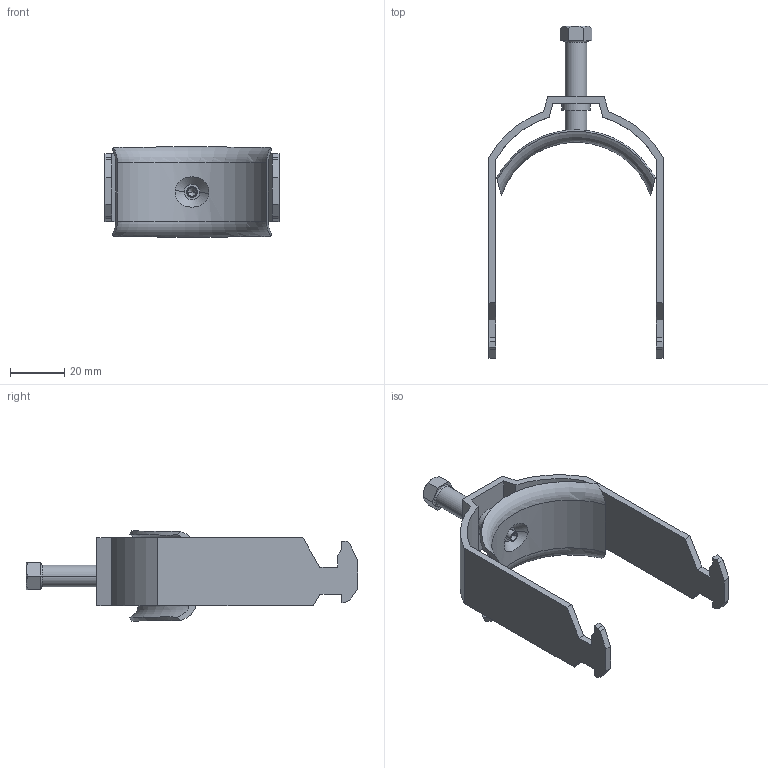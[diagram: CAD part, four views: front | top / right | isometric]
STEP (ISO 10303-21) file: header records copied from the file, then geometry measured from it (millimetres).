
FILE_DESCRIPTION (( 'STEP AP214' ), '1' );
FILE_NAME ('1186056.STEP', '2023-09-04T07:15:03', ( '' ), ( '' ), 'SwSTEP 2.0', 'SolidWorks 2022', '' );
FILE_SCHEMA (( 'AUTOMOTIVE_DESIGN' ));
Length unit declared in the file: millimetre
Products named in the file (4): 142313_Druckschraube - M8 x 33; 1186056; 157099_1Fach; 203471_Standard
Assembly tree (3 placements, depth 2):
  1186056
    157099_1Fach
    142313_Druckschraube - M8 x 33
    203471_Standard
Bounding box: 64 x 122 x 33.14 mm (x, y, z)
Volume: 19266 mm3; surface area: 18872.5 mm2
Topology: 3 solids, 3 shells, 252 faces, 672 edges, 448 vertices
Faces by surface type: plane 143, bspline 57, cylinder 34, cone 10, torus 8
Entity records: 12904 total; most frequent: CARTESIAN_POINT 6397, ORIENTED_EDGE 1336, DIRECTION 1000, EDGE_CURVE 668, VERTEX_POINT 448, VECTOR 398, LINE 398, AXIS2_PLACEMENT_3D 301
